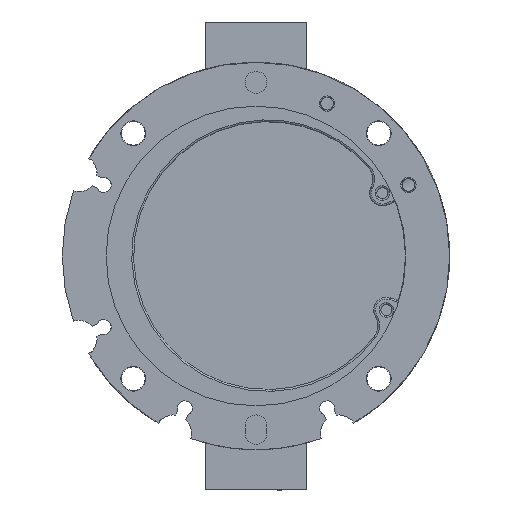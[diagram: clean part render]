
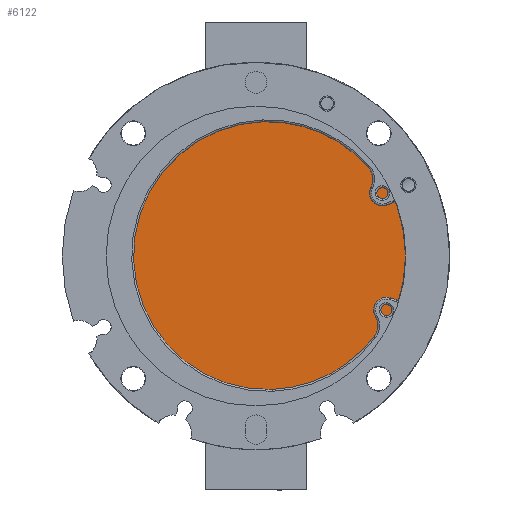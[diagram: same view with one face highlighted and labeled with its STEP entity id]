
A CAD part, front view. The second image highlights one B-rep face of the part: STEP entity #6122.
In plain terms, the highlighted planar face has unit normal (0, -1, 0).
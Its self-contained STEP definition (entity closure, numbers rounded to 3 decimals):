
#399 = AXIS2_PLACEMENT_3D ( 'NONE', #8685, #4253, #9416 ) ;
#592 = DIRECTION ( 'NONE',  ( 0., 0., -1. ) ) ;
#626 = CARTESIAN_POINT ( 'NONE',  ( -10.649, 48.319, 57.673 ) ) ;
#1363 = ORIENTED_EDGE ( 'NONE', *, *, #9358, .T. ) ;
#1400 = DIRECTION ( 'NONE',  ( 0., 0., -1. ) ) ;
#1554 = FACE_OUTER_BOUND ( 'NONE', #5952, .T. ) ;
#1964 = VERTEX_POINT ( 'NONE', #4817 ) ;
#2702 = CIRCLE ( 'NONE', #3883, 40.9 ) ;
#3487 = PLANE ( 'NONE',  #399 ) ;
#3642 = AXIS2_PLACEMENT_3D ( 'NONE', #626, #5914, #1400 ) ;
#3883 = AXIS2_PLACEMENT_3D ( 'NONE', #9562, #5148, #592 ) ;
#4253 = DIRECTION ( 'NONE',  ( 0., -1., 0. ) ) ;
#4465 = CIRCLE ( 'NONE', #3642, 40.9 ) ;
#4777 = ORIENTED_EDGE ( 'NONE', *, *, #9370, .T. ) ;
#4817 = CARTESIAN_POINT ( 'NONE',  ( -10.649, 48.319, 16.773 ) ) ;
#5148 = DIRECTION ( 'NONE',  ( 0., -1., 0. ) ) ;
#5914 = DIRECTION ( 'NONE',  ( 0., -1., 0. ) ) ;
#5952 = EDGE_LOOP ( 'NONE', ( #4777, #1363 ) ) ;
#6122 = ADVANCED_FACE ( 'NONE', ( #1554 ), #3487, .T. ) ;
#6816 = VERTEX_POINT ( 'NONE', #8089 ) ;
#8089 = CARTESIAN_POINT ( 'NONE',  ( -10.649, 48.319, 98.573 ) ) ;
#8685 = CARTESIAN_POINT ( 'NONE',  ( -10.649, 48.319, 57.673 ) ) ;
#9358 = EDGE_CURVE ( 'NONE', #6816, #1964, #2702, .T. ) ;
#9370 = EDGE_CURVE ( 'NONE', #1964, #6816, #4465, .T. ) ;
#9416 = DIRECTION ( 'NONE',  ( 0., 0., -1. ) ) ;
#9562 = CARTESIAN_POINT ( 'NONE',  ( -10.649, 48.319, 57.673 ) ) ;
